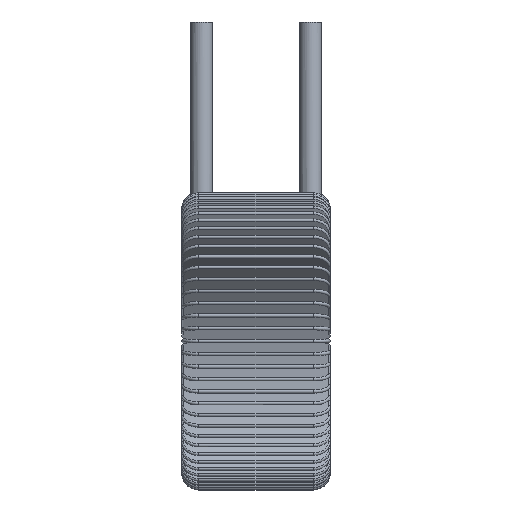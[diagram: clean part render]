
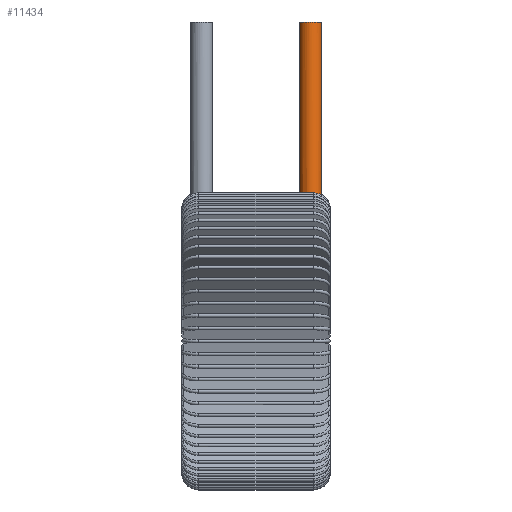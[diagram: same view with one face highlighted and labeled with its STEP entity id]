
A CAD part, left-side view. The second image highlights one B-rep face of the part: STEP entity #11434.
In plain terms, the highlighted cylindrical face has radius 0.813 mm (diameter 1.626 mm), a partial arc.
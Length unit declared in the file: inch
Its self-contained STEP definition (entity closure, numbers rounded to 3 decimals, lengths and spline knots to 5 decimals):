
#10471=CARTESIAN_POINT('',(-0.02232,0.08143,0.3125));
#10472=CARTESIAN_POINT('',(-0.0233,0.08047,
0.32372));
#10473=CARTESIAN_POINT('',(-0.02502,0.07856,
0.34333));
#10474=CARTESIAN_POINT('',(-0.02774,0.07474,
0.37439));
#10475=CARTESIAN_POINT('',(-0.03008,0.06996,
0.40121));
#10476=CARTESIAN_POINT('',(-0.03166,0.06423,
0.41925));
#10477=CARTESIAN_POINT('',(-0.03217,0.0585,0.42507));
#10478=CARTESIAN_POINT('',(-0.03166,0.05277,
0.41925));
#10479=CARTESIAN_POINT('',(-0.03008,0.04704,
0.40121));
#10480=CARTESIAN_POINT('',(-0.02774,0.04226,
0.37439));
#10481=CARTESIAN_POINT('',(-0.02502,0.03844,
0.34333));
#10482=CARTESIAN_POINT('',(-0.0233,0.03653,
0.32372));
#10483=CARTESIAN_POINT('',(-0.02232,0.03557,0.3125));
#10579=CARTESIAN_POINT('',(0.,0.0585,0.3125));
#10580=DIRECTION('',(0.,0.,1.));
#10581=DIRECTION('',(-0.698,-0.717,0.));
#10582=AXIS2_PLACEMENT_3D('',#10579,#10580,#10581);
#10584=CARTESIAN_POINT('',(0.,0.0585,0.3125));
#10585=DIRECTION('',(0.,0.,1.));
#10586=DIRECTION('',(-0.156,0.988,0.));
#10587=AXIS2_PLACEMENT_3D('',#10584,#10585,#10586);
#10619=DIRECTION('',(0.,0.,1.));
#10620=VECTOR('',#10619,0.5);
#10621=CARTESIAN_POINT('',(0.,0.0905,0.4375));
#10622=LINE('',#10621,#10620);
#10627=DIRECTION('',(0.,0.,1.));
#10628=VECTOR('',#10627,0.11361);
#10629=CARTESIAN_POINT('',(-0.005,0.02689,0.3125));
#10630=LINE('',#10629,#10628);
#10679=DIRECTION('',(0.,0.,1.));
#10680=VECTOR('',#10679,0.12);
#10681=CARTESIAN_POINT('',(-0.005,0.09011,0.3125));
#10682=LINE('',#10681,#10680);
#10683=CARTESIAN_POINT('',(-0.005,0.02689,0.42611));
#10684=CARTESIAN_POINT('',(-0.005,0.02689,0.42658));
#10685=CARTESIAN_POINT('',(-0.00491,0.02688,
0.42746));
#10686=CARTESIAN_POINT('',(-0.00453,0.02682,
0.42864));
#10687=CARTESIAN_POINT('',(-0.00393,0.02674,
0.42966));
#10688=CARTESIAN_POINT('',(-0.00315,0.02665,
0.43051));
#10689=CARTESIAN_POINT('',(-0.00217,0.02657,
0.43117));
#10690=CARTESIAN_POINT('',(-0.00108,0.02651,
0.43155));
#10691=CARTESIAN_POINT('',(-0.00036,0.0265,0.43163));
#10692=CARTESIAN_POINT('',(0.,0.0265,0.43163));
#10709=DIRECTION('',(0.,0.,1.));
#10710=VECTOR('',#10709,0.50587);
#10711=CARTESIAN_POINT('',(0.,0.0265,0.43163));
#10712=LINE('',#10711,#10710);
#10807=CARTESIAN_POINT('',(0.,0.0905,0.4375));
#10808=CARTESIAN_POINT('',(-0.00042,0.0905,0.4375));
#10809=CARTESIAN_POINT('',(-0.00123,0.09048,
0.43739));
#10810=CARTESIAN_POINT('',(-0.00232,0.09042,
0.43698));
#10811=CARTESIAN_POINT('',(-0.00324,0.09034,
0.43636));
#10812=CARTESIAN_POINT('',(-0.00399,0.09025,
0.43558));
#10813=CARTESIAN_POINT('',(-0.00456,0.09017,
0.43465));
#10814=CARTESIAN_POINT('',(-0.00492,0.09012,
0.4336));
#10815=CARTESIAN_POINT('',(-0.005,0.09011,0.43287));
#10816=CARTESIAN_POINT('',(-0.005,0.09011,0.4325));
#10882=CARTESIAN_POINT('',(0.,0.0585,0.9375));
#10883=DIRECTION('',(0.,0.,1.));
#10884=DIRECTION('',(0.,1.,0.));
#10885=AXIS2_PLACEMENT_3D('',#10882,#10883,#10884);
#11132=CARTESIAN_POINT('',(0.,0.0905,0.9375));
#11133=CARTESIAN_POINT('',(0.,0.0265,0.9375));
#11134=VERTEX_POINT('',#11132);
#11135=VERTEX_POINT('',#11133);
#11136=CARTESIAN_POINT('',(-0.02232,0.03557,0.3125));
#11137=CARTESIAN_POINT('',(-0.02232,0.08143,0.3125));
#11138=VERTEX_POINT('',#11136);
#11139=VERTEX_POINT('',#11137);
#11156=CARTESIAN_POINT('',(-0.005,0.02689,0.3125));
#11157=CARTESIAN_POINT('',(-0.005,0.09011,0.3125));
#11158=VERTEX_POINT('',#11156);
#11159=VERTEX_POINT('',#11157);
#11166=CARTESIAN_POINT('',(-0.005,0.09011,0.4325));
#11167=VERTEX_POINT('',#11166);
#11178=VERTEX_POINT('',#10807);
#11182=VERTEX_POINT('',#10683);
#11183=VERTEX_POINT('',#10692);
#11410=CARTESIAN_POINT('',(0.,0.0585,0.3125));
#11411=DIRECTION('',(0.,0.,1.));
#11412=DIRECTION('',(0.,1.,0.));
#11413=AXIS2_PLACEMENT_3D('',#11410,#11411,#11412);
#11414=CYLINDRICAL_SURFACE('',#11413,0.032);
#11415=ORIENTED_EDGE('',*,*,#11209,.F.);
#11416=ORIENTED_EDGE('',*,*,#11358,.F.);
#11418=ORIENTED_EDGE('',*,*,#11417,.T.);
#11420=ORIENTED_EDGE('',*,*,#11419,.F.);
#11422=ORIENTED_EDGE('',*,*,#11421,.T.);
#11424=ORIENTED_EDGE('',*,*,#11423,.T.);
#11426=ORIENTED_EDGE('',*,*,#11425,.F.);
#11428=ORIENTED_EDGE('',*,*,#11427,.F.);
#11430=ORIENTED_EDGE('',*,*,#11429,.F.);
#11431=ORIENTED_EDGE('',*,*,#11354,.F.);
#11432=EDGE_LOOP('',(#11415,#11416,#11418,#11420,#11422,#11424,#11426,#11428,
#11430,#11431));
#11433=FACE_OUTER_BOUND('',#11432,.F.);
#10484=B_SPLINE_CURVE_WITH_KNOTS('',3,(#10471,#10472,#10473,#10474,#10475,
#10476,#10477,#10478,#10479,#10480,#10481,#10482,#10483),.UNSPECIFIED.,.F.,.F.,(
4,1,1,1,1,1,1,1,1,1,4),(0.,0.0625,0.125,0.25,0.375,0.5,0.625,
0.75,0.875,0.9375,1.),.UNSPECIFIED.);
#10583=CIRCLE('',#10582,0.032);
#10588=CIRCLE('',#10587,0.032);
#10693=B_SPLINE_CURVE_WITH_KNOTS('',3,(#10683,#10684,#10685,#10686,#10687,
#10688,#10689,#10690,#10691,#10692),.UNSPECIFIED.,.F.,.F.,(4,1,1,1,1,1,1,4),(
0.,0.14286,0.28571,0.42857,0.57143,
0.71429,0.85714,1.),.UNSPECIFIED.);
#10817=B_SPLINE_CURVE_WITH_KNOTS('',3,(#10807,#10808,#10809,#10810,#10811,
#10812,#10813,#10814,#10815,#10816),.UNSPECIFIED.,.F.,.F.,(4,1,1,1,1,1,1,4),(
0.,0.14286,0.28571,0.42857,0.57143,
0.71429,0.85714,1.),.UNSPECIFIED.);
#10886=CIRCLE('',#10885,0.032);
#11209=EDGE_CURVE('',#11139,#11138,#10484,.T.);
#11354=EDGE_CURVE('',#11138,#11158,#10583,.T.);
#11358=EDGE_CURVE('',#11159,#11139,#10588,.T.);
#11417=EDGE_CURVE('',#11159,#11167,#10682,.T.);
#11419=EDGE_CURVE('',#11178,#11167,#10817,.T.);
#11421=EDGE_CURVE('',#11178,#11134,#10622,.T.);
#11423=EDGE_CURVE('',#11134,#11135,#10886,.T.);
#11425=EDGE_CURVE('',#11183,#11135,#10712,.T.);
#11427=EDGE_CURVE('',#11182,#11183,#10693,.T.);
#11429=EDGE_CURVE('',#11158,#11182,#10630,.T.);
#11434=ADVANCED_FACE('',(#11433),#11414,.T.);
